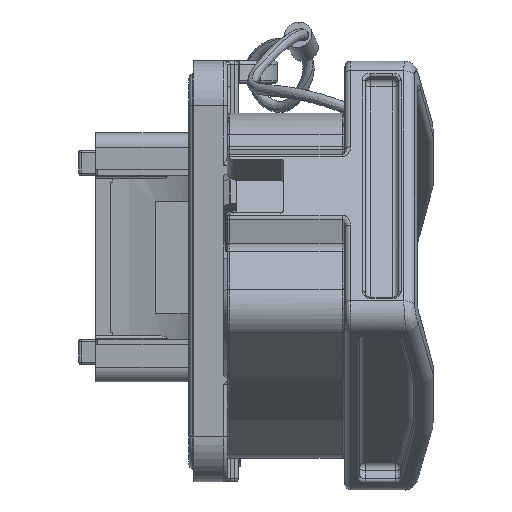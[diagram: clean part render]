
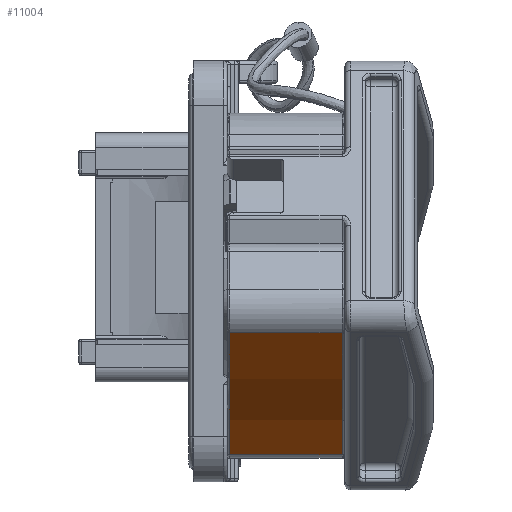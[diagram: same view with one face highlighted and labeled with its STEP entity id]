
A CAD part, front view. The second image highlights one B-rep face of the part: STEP entity #11004.
In plain terms, the highlighted cylindrical face has radius 60.765 mm (diameter 121.531 mm), a partial arc.
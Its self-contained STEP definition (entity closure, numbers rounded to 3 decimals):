
#1464 = AXIS2_PLACEMENT_3D ( 'NONE', #14640, #30592, #33265 ) ;
#2614 = ORIENTED_EDGE ( 'NONE', *, *, #21793, .T. ) ;
#2986 = CARTESIAN_POINT ( 'NONE',  ( -0.8, -10.398, 37.02 ) ) ;
#4038 = LINE ( 'NONE', #5579, #27674 ) ;
#5579 = CARTESIAN_POINT ( 'NONE',  ( -1., -52.59, -6.71 ) ) ;
#6162 = LINE ( 'NONE', #24285, #12001 ) ;
#6173 = EDGE_CURVE ( 'NONE', #30323, #15580, #4038, .T. ) ;
#6219 = ORIENTED_EDGE ( 'NONE', *, *, #6173, .T. ) ;
#6378 = EDGE_CURVE ( 'NONE', #26738, #30323, #18544, .T. ) ;
#7923 = DIRECTION ( 'NONE',  ( -1., 0., 0. ) ) ;
#8466 = ORIENTED_EDGE ( 'NONE', *, *, #6378, .T. ) ;
#10000 = VERTEX_POINT ( 'NONE', #12181 ) ;
#10038 = CYLINDRICAL_SURFACE ( 'NONE', #1464, 60.765 ) ;
#11004 = ADVANCED_FACE ( 'NONE', ( #27841 ), #10038, .T. ) ;
#11207 = DIRECTION ( 'NONE',  ( 1., 0., 0. ) ) ;
#11368 = AXIS2_PLACEMENT_3D ( 'NONE', #11516, #30272, #22285 ) ;
#11516 = CARTESIAN_POINT ( 'NONE',  ( 9.253, -10.398, 37.02 ) ) ;
#12001 = VECTOR ( 'NONE', #11207, 1000. ) ;
#12181 = CARTESIAN_POINT ( 'NONE',  ( -0.8, -37.061, -17.583 ) ) ;
#12859 = CIRCLE ( 'NONE', #17064, 60.765 ) ;
#14640 = CARTESIAN_POINT ( 'NONE',  ( -1., -10.398, 37.02 ) ) ;
#15580 = VERTEX_POINT ( 'NONE', #31851 ) ;
#15634 = CARTESIAN_POINT ( 'NONE',  ( 9.253, -37.061, -17.583 ) ) ;
#16207 = ORIENTED_EDGE ( 'NONE', *, *, #21284, .T. ) ;
#17064 = AXIS2_PLACEMENT_3D ( 'NONE', #2986, #29424, #18988 ) ;
#18544 = CIRCLE ( 'NONE', #11368, 60.765 ) ;
#18988 = DIRECTION ( 'NONE',  ( 0., 0., -1. ) ) ;
#19348 = EDGE_LOOP ( 'NONE', ( #16207, #2614, #8466, #6219 ) ) ;
#21284 = EDGE_CURVE ( 'NONE', #15580, #10000, #12859, .T. ) ;
#21793 = EDGE_CURVE ( 'NONE', #10000, #26738, #6162, .T. ) ;
#22285 = DIRECTION ( 'NONE',  ( 0., -0.439, -0.899 ) ) ;
#24285 = CARTESIAN_POINT ( 'NONE',  ( -1., -37.061, -17.583 ) ) ;
#26738 = VERTEX_POINT ( 'NONE', #15634 ) ;
#27674 = VECTOR ( 'NONE', #7923, 1000. ) ;
#27841 = FACE_OUTER_BOUND ( 'NONE', #19348, .T. ) ;
#29424 = DIRECTION ( 'NONE',  ( 1., 0., 0. ) ) ;
#30272 = DIRECTION ( 'NONE',  ( -1., 0., 0. ) ) ;
#30323 = VERTEX_POINT ( 'NONE', #33246 ) ;
#30592 = DIRECTION ( 'NONE',  ( 1., 0., 0. ) ) ;
#31851 = CARTESIAN_POINT ( 'NONE',  ( -0.8, -52.59, -6.71 ) ) ;
#33246 = CARTESIAN_POINT ( 'NONE',  ( 9.253, -52.59, -6.71 ) ) ;
#33265 = DIRECTION ( 'NONE',  ( 0., 0., -1. ) ) ;
